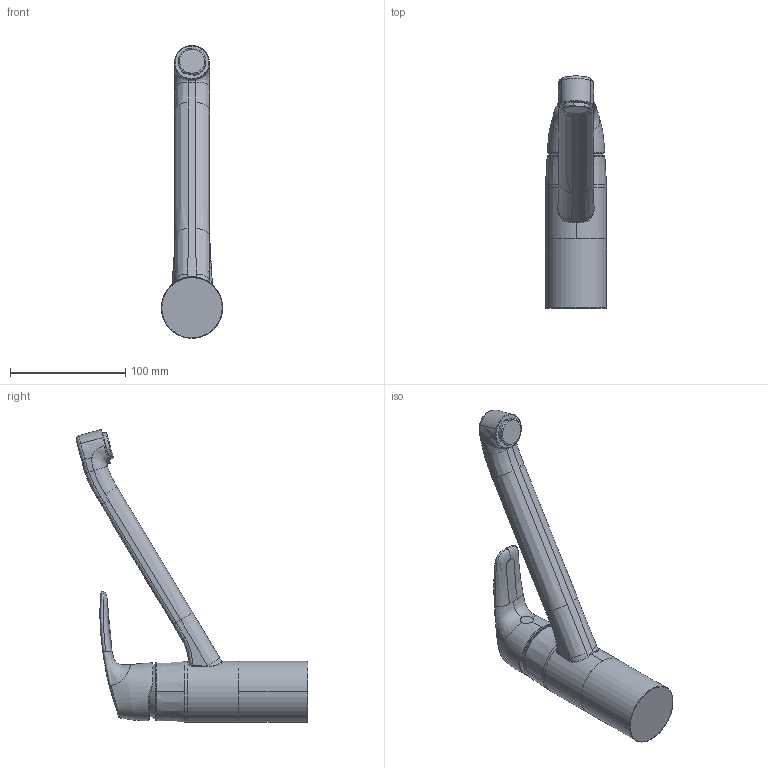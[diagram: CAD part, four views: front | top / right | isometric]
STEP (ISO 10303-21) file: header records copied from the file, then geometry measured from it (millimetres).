
FILE_DESCRIPTION (( 'STEP AP203' ), '1' );
FILE_NAME ('45381193(2020).STEP', '2020-01-03T09:12:31', ( '' ), ( '' ), 'SwSTEP 2.0', 'SolidWorks 2016', '' );
FILE_SCHEMA (( 'CONFIG_CONTROL_DESIGN' ));
Length unit declared in the file: millimetre
Products named in the file (1): 45381193(2020)
Bounding box: 53 x 200.77 x 253.61 mm (x, y, z)
Volume: 495458.2 mm3; surface area: 55947.5 mm2
Topology: 1 solids, 1 shells, 133 faces, 319 edges, 190 vertices
Faces by surface type: bspline 98, cylinder 15, plane 10, torus 6, cone 4
Entity records: 16015 total; most frequent: CARTESIAN_POINT 13624, ORIENTED_EDGE 638, EDGE_CURVE 319, DIRECTION 254, B_SPLINE_CURVE_WITH_KNOTS 202, VERTEX_POINT 190, EDGE_LOOP 135, ADVANCED_FACE 133
